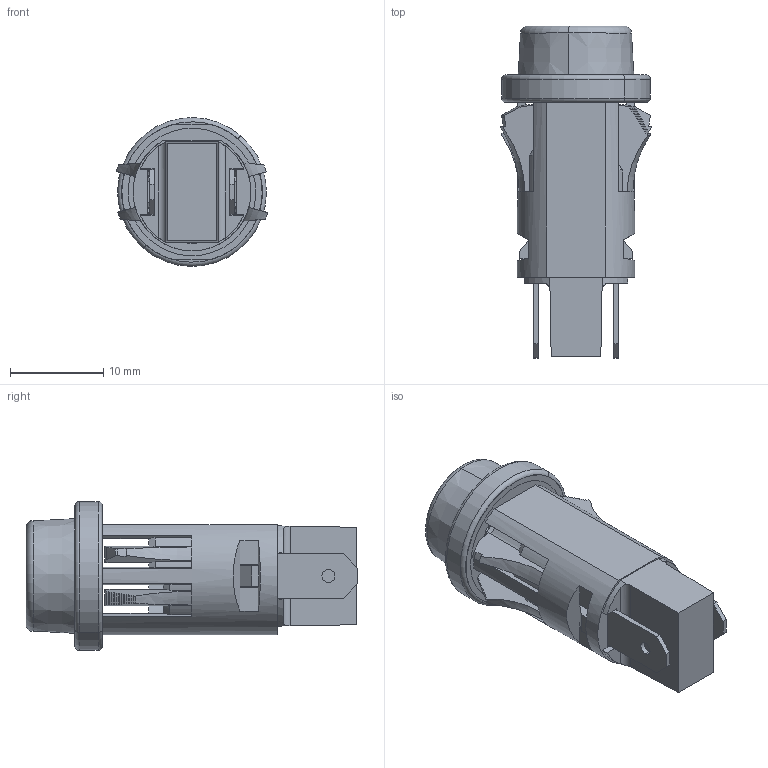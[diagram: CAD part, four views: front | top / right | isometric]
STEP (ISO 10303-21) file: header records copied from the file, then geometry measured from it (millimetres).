
FILE_DESCRIPTION (( 'STEP AP214' ), '1' );
FILE_NAME ('1091QCXB-XXV.STEP', '2016-01-18T21:27:49', ( 'user' ), ( 'Microsoft' ), 'SwSTEP 2.0', 'SolidWorks 2014', '' );
FILE_SCHEMA (( 'AUTOMOTIVE_DESIGN' ));
Length unit declared in the file: inch
Products named in the file (6): MT4469 - C9470; MB0460x - B10033; D11733 - B4816_Clear; E53911-A; E14064-A - C8185; 1091QCXB-XXV
Assembly tree (6 placements, depth 2):
  1091QCXB-XXV
    E14064-A - C8185
    E53911-A
    D11733 - B4816_Clear
    MB0460x - B10033
    MT4469 - C9470  x2
Bounding box: 16.28 x 35.68 x 16 mm (x, y, z)
Volume: 1631.7 mm3; surface area: 4309.9 mm2
Topology: 6 solids, 6 shells, 326 faces, 874 edges, 561 vertices
Faces by surface type: plane 190, cylinder 78, cone 44, torus 14
Entity records: 9626 total; most frequent: CARTESIAN_POINT 1802, DIRECTION 1596, ORIENTED_EDGE 1592, EDGE_CURVE 796, AXIS2_PLACEMENT_3D 545, VERTEX_POINT 513, LINE 506, VECTOR 506
